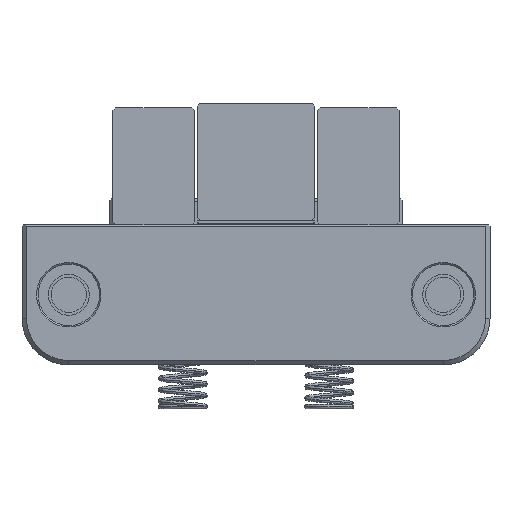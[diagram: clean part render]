
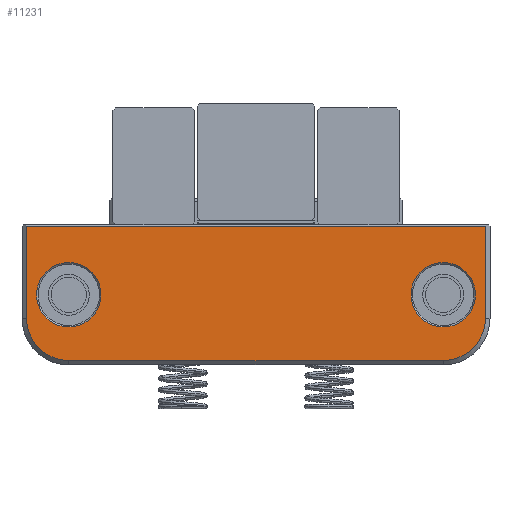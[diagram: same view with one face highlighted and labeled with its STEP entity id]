
A CAD part, front view. The second image highlights one B-rep face of the part: STEP entity #11231.
In plain terms, the highlighted planar face has unit normal (0, -1, 0).
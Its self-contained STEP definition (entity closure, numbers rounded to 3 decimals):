
#3 = CARTESIAN_POINT ( 'NONE',  ( -32., -7., -6.496 ) ) ;
#150 = CARTESIAN_POINT ( 'NONE',  ( 32., -7., -12. ) ) ;
#236 = EDGE_CURVE ( 'NONE', #7776, #3969, #1808, .T. ) ;
#348 = AXIS2_PLACEMENT_3D ( 'NONE', #8610, #12649, #1672 ) ;
#452 = CARTESIAN_POINT ( 'NONE',  ( -32., -7., -17.504 ) ) ;
#470 = DIRECTION ( 'NONE',  ( 0., 0., -1. ) ) ;
#522 = DIRECTION ( 'NONE',  ( 0., -1., 0. ) ) ;
#825 = ORIENTED_EDGE ( 'NONE', *, *, #236, .T. ) ;
#993 = LINE ( 'NONE', #6203, #10801 ) ;
#1059 = EDGE_CURVE ( 'NONE', #6541, #4417, #10880, .T. ) ;
#1067 = CARTESIAN_POINT ( 'NONE',  ( -39.238, -7., -24. ) ) ;
#1153 = ORIENTED_EDGE ( 'NONE', *, *, #12327, .T. ) ;
#1182 = CIRCLE ( 'NONE', #12650, 5.504 ) ;
#1278 = ORIENTED_EDGE ( 'NONE', *, *, #9134, .T. ) ;
#1293 = DIRECTION ( 'NONE',  ( 0., 0., -1. ) ) ;
#1660 = AXIS2_PLACEMENT_3D ( 'NONE', #3282, #5293, #11326 ) ;
#1672 = DIRECTION ( 'NONE',  ( 0., 0., -1. ) ) ;
#1787 = VECTOR ( 'NONE', #6432, 1000. ) ;
#1808 = LINE ( 'NONE', #9280, #1787 ) ;
#1950 = CARTESIAN_POINT ( 'NONE',  ( -39.238, -7., -0.254 ) ) ;
#2065 = ORIENTED_EDGE ( 'NONE', *, *, #11852, .T. ) ;
#2681 = DIRECTION ( 'NONE',  ( 1., 0., 0. ) ) ;
#3060 = DIRECTION ( 'NONE',  ( 0., 1., 0. ) ) ;
#3252 = EDGE_CURVE ( 'NONE', #7515, #4553, #6498, .T. ) ;
#3282 = CARTESIAN_POINT ( 'NONE',  ( -32., -7., -16. ) ) ;
#3288 = VERTEX_POINT ( 'NONE', #7303 ) ;
#3626 = AXIS2_PLACEMENT_3D ( 'NONE', #150, #3060, #4175 ) ;
#3969 = VERTEX_POINT ( 'NONE', #10064 ) ;
#4111 = ORIENTED_EDGE ( 'NONE', *, *, #4427, .T. ) ;
#4175 = DIRECTION ( 'NONE',  ( 0., 0., -1. ) ) ;
#4291 = CIRCLE ( 'NONE', #348, 7.238 ) ;
#4356 = CARTESIAN_POINT ( 'NONE',  ( 32., -7., -12. ) ) ;
#4417 = VERTEX_POINT ( 'NONE', #3 ) ;
#4421 = DIRECTION ( 'NONE',  ( 0., 0., -1. ) ) ;
#4427 = EDGE_CURVE ( 'NONE', #9713, #6357, #8348, .T. ) ;
#4553 = VERTEX_POINT ( 'NONE', #7422 ) ;
#4785 = LINE ( 'NONE', #7712, #5095 ) ;
#4972 = VERTEX_POINT ( 'NONE', #12933 ) ;
#5095 = VECTOR ( 'NONE', #2681, 1000. ) ;
#5201 = VECTOR ( 'NONE', #8137, 1000. ) ;
#5235 = CIRCLE ( 'NONE', #1660, 7.238 ) ;
#5242 = EDGE_LOOP ( 'NONE', ( #11143, #1153 ) ) ;
#5293 = DIRECTION ( 'NONE',  ( 0., -1., 0. ) ) ;
#5398 = DIRECTION ( 'NONE',  ( 0., 0., -1. ) ) ;
#5427 = EDGE_LOOP ( 'NONE', ( #825, #1278, #4111, #6323, #6926, #6021 ) ) ;
#5437 = AXIS2_PLACEMENT_3D ( 'NONE', #7377, #5464, #4421 ) ;
#5464 = DIRECTION ( 'NONE',  ( 0., 1., 0. ) ) ;
#5645 = EDGE_CURVE ( 'NONE', #4972, #3288, #4785, .T. ) ;
#5654 = EDGE_CURVE ( 'NONE', #3288, #7776, #4291, .T. ) ;
#6021 = ORIENTED_EDGE ( 'NONE', *, *, #5654, .T. ) ;
#6203 = CARTESIAN_POINT ( 'NONE',  ( -40., -7., -0.254 ) ) ;
#6323 = ORIENTED_EDGE ( 'NONE', *, *, #6328, .T. ) ;
#6328 = EDGE_CURVE ( 'NONE', #6357, #4972, #5235, .T. ) ;
#6357 = VERTEX_POINT ( 'NONE', #7044 ) ;
#6432 = DIRECTION ( 'NONE',  ( 0., 0., 1. ) ) ;
#6498 = CIRCLE ( 'NONE', #11104, 5.504 ) ;
#6541 = VERTEX_POINT ( 'NONE', #452 ) ;
#6926 = ORIENTED_EDGE ( 'NONE', *, *, #5645, .T. ) ;
#7044 = CARTESIAN_POINT ( 'NONE',  ( -39.238, -7., -16. ) ) ;
#7055 = EDGE_LOOP ( 'NONE', ( #2065, #10452 ) ) ;
#7267 = FACE_OUTER_BOUND ( 'NONE', #5427, .T. ) ;
#7303 = CARTESIAN_POINT ( 'NONE',  ( 32., -7., -23.238 ) ) ;
#7377 = CARTESIAN_POINT ( 'NONE',  ( -32., -7., -12. ) ) ;
#7422 = CARTESIAN_POINT ( 'NONE',  ( 32., -7., -17.504 ) ) ;
#7515 = VERTEX_POINT ( 'NONE', #11346 ) ;
#7536 = CARTESIAN_POINT ( 'NONE',  ( -40., -7., -24. ) ) ;
#7587 = CARTESIAN_POINT ( 'NONE',  ( 39.238, -7., -16. ) ) ;
#7712 = CARTESIAN_POINT ( 'NONE',  ( -40., -7., -23.238 ) ) ;
#7776 = VERTEX_POINT ( 'NONE', #7587 ) ;
#7834 = AXIS2_PLACEMENT_3D ( 'NONE', #7536, #522, #470 ) ;
#8137 = DIRECTION ( 'NONE',  ( 0., 0., -1. ) ) ;
#8348 = LINE ( 'NONE', #1067, #5201 ) ;
#8610 = CARTESIAN_POINT ( 'NONE',  ( 32., -7., -16. ) ) ;
#9083 = CIRCLE ( 'NONE', #3626, 5.504 ) ;
#9134 = EDGE_CURVE ( 'NONE', #3969, #9713, #993, .T. ) ;
#9280 = CARTESIAN_POINT ( 'NONE',  ( 39.238, -7., -24. ) ) ;
#9381 = DIRECTION ( 'NONE',  ( 0., 1., 0. ) ) ;
#9409 = DIRECTION ( 'NONE',  ( 0., 1., 0. ) ) ;
#9655 = PLANE ( 'NONE',  #7834 ) ;
#9713 = VERTEX_POINT ( 'NONE', #1950 ) ;
#9963 = FACE_BOUND ( 'NONE', #7055, .T. ) ;
#10064 = CARTESIAN_POINT ( 'NONE',  ( 39.238, -7., -0.254 ) ) ;
#10452 = ORIENTED_EDGE ( 'NONE', *, *, #3252, .T. ) ;
#10801 = VECTOR ( 'NONE', #11457, 1000. ) ;
#10880 = CIRCLE ( 'NONE', #5437, 5.504 ) ;
#11104 = AXIS2_PLACEMENT_3D ( 'NONE', #4356, #9381, #1293 ) ;
#11143 = ORIENTED_EDGE ( 'NONE', *, *, #1059, .T. ) ;
#11231 = ADVANCED_FACE ( 'NONE', ( #9963, #12628, #7267 ), #9655, .T. ) ;
#11326 = DIRECTION ( 'NONE',  ( 0., 0., -1. ) ) ;
#11346 = CARTESIAN_POINT ( 'NONE',  ( 32., -7., -6.496 ) ) ;
#11457 = DIRECTION ( 'NONE',  ( -1., 0., 0. ) ) ;
#11852 = EDGE_CURVE ( 'NONE', #4553, #7515, #9083, .T. ) ;
#12327 = EDGE_CURVE ( 'NONE', #4417, #6541, #1182, .T. ) ;
#12562 = CARTESIAN_POINT ( 'NONE',  ( -32., -7., -12. ) ) ;
#12628 = FACE_BOUND ( 'NONE', #5242, .T. ) ;
#12649 = DIRECTION ( 'NONE',  ( 0., -1., 0. ) ) ;
#12650 = AXIS2_PLACEMENT_3D ( 'NONE', #12562, #9409, #5398 ) ;
#12933 = CARTESIAN_POINT ( 'NONE',  ( -32., -7., -23.238 ) ) ;
